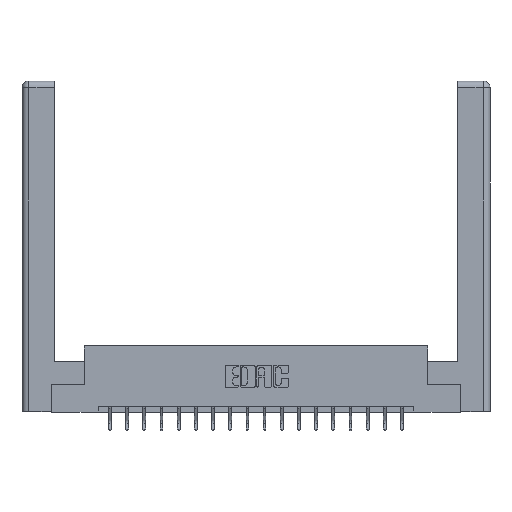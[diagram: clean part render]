
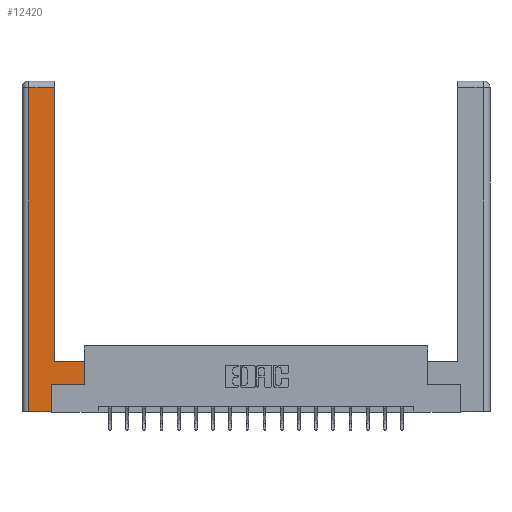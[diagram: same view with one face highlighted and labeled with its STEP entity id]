
A CAD part, top view. The second image highlights one B-rep face of the part: STEP entity #12420.
In plain terms, the highlighted planar face has unit normal (0, 0, 1).
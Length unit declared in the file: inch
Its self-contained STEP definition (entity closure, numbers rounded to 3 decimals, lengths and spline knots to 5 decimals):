
#35 = VERTEX_POINT ( 'NONE', #1093 ) ;
#457 = DIRECTION ( 'NONE',  ( 0., 1., 0. ) ) ;
#472 = CARTESIAN_POINT ( 'NONE',  ( 0.295, 0.45, 0. ) ) ;
#647 = DIRECTION ( 'NONE',  ( 0., -1., 0. ) ) ;
#1066 = VERTEX_POINT ( 'NONE', #472 ) ;
#1093 = CARTESIAN_POINT ( 'NONE',  ( 0.565, 0.45, 0. ) ) ;
#1467 = LINE ( 'NONE', #17932, #13260 ) ;
#2101 = DIRECTION ( 'NONE',  ( -1., 0., 0. ) ) ;
#2535 = VERTEX_POINT ( 'NONE', #19487 ) ;
#2547 = VECTOR ( 'NONE', #457, 39.37008 ) ;
#2655 = ORIENTED_EDGE ( 'NONE', *, *, #8631, .T. ) ;
#3367 = CARTESIAN_POINT ( 'NONE',  ( 0., 0., 0. ) ) ;
#3555 = LINE ( 'NONE', #8389, #19945 ) ;
#3787 = EDGE_CURVE ( 'NONE', #35, #1066, #10408, .T. ) ;
#4015 = ORIENTED_EDGE ( 'NONE', *, *, #15512, .T. ) ;
#4273 = CARTESIAN_POINT ( 'NONE',  ( 0.265, 0.245, 0. ) ) ;
#4900 = ORIENTED_EDGE ( 'NONE', *, *, #18456, .T. ) ;
#5471 = ORIENTED_EDGE ( 'NONE', *, *, #6410, .T. ) ;
#6186 = VECTOR ( 'NONE', #10290, 39.37008 ) ;
#6233 = VERTEX_POINT ( 'NONE', #13526 ) ;
#6307 = VECTOR ( 'NONE', #14106, 39.37008 ) ;
#6410 = EDGE_CURVE ( 'NONE', #2535, #16517, #3555, .T. ) ;
#6813 = VERTEX_POINT ( 'NONE', #9133 ) ;
#7309 = DIRECTION ( 'NONE',  ( 0., 1., 0. ) ) ;
#7854 = LINE ( 'NONE', #12015, #14602 ) ;
#7871 = VERTEX_POINT ( 'NONE', #14497 ) ;
#7925 = DIRECTION ( 'NONE',  ( 1., 0., 0. ) ) ;
#8255 = AXIS2_PLACEMENT_3D ( 'NONE', #3367, #14211, #2101 ) ;
#8389 = CARTESIAN_POINT ( 'NONE',  ( 0.0615, 0., 0. ) ) ;
#8537 = VECTOR ( 'NONE', #10302, 39.37008 ) ;
#8631 = EDGE_CURVE ( 'NONE', #7871, #35, #12917, .T. ) ;
#9133 = CARTESIAN_POINT ( 'NONE',  ( 0.295, 2.94, 0. ) ) ;
#9841 = EDGE_CURVE ( 'NONE', #16517, #15399, #11906, .T. ) ;
#9845 = CARTESIAN_POINT ( 'NONE',  ( 0.565, 0.45, 0. ) ) ;
#10290 = DIRECTION ( 'NONE',  ( 0., 1., 0. ) ) ;
#10302 = DIRECTION ( 'NONE',  ( 1., 0., 0. ) ) ;
#10408 = LINE ( 'NONE', #12563, #6307 ) ;
#11494 = EDGE_CURVE ( 'NONE', #6813, #2535, #1467, .T. ) ;
#11541 = FACE_OUTER_BOUND ( 'NONE', #11805, .T. ) ;
#11805 = EDGE_LOOP ( 'NONE', ( #12830, #14748, #5471, #16940, #4015, #4900, #2655, #13899 ) ) ;
#11906 = LINE ( 'NONE', #15011, #8537 ) ;
#12015 = CARTESIAN_POINT ( 'NONE',  ( 0.295, 3., 0. ) ) ;
#12198 = LINE ( 'NONE', #4273, #6186 ) ;
#12420 = ADVANCED_FACE ( 'NONE', ( #11541 ), #12789, .F. ) ;
#12563 = CARTESIAN_POINT ( 'NONE',  ( 0.295, 0.45, 0. ) ) ;
#12789 = PLANE ( 'NONE',  #8255 ) ;
#12830 = ORIENTED_EDGE ( 'NONE', *, *, #16822, .T. ) ;
#12917 = LINE ( 'NONE', #9845, #2547 ) ;
#13052 = VECTOR ( 'NONE', #7925, 39.37008 ) ;
#13260 = VECTOR ( 'NONE', #16591, 39.37008 ) ;
#13526 = CARTESIAN_POINT ( 'NONE',  ( 0.265, 0.245, 0. ) ) ;
#13899 = ORIENTED_EDGE ( 'NONE', *, *, #3787, .T. ) ;
#14041 = CARTESIAN_POINT ( 'NONE',  ( 0.565, 0.245, 0. ) ) ;
#14106 = DIRECTION ( 'NONE',  ( -1., 0., 0. ) ) ;
#14211 = DIRECTION ( 'NONE',  ( 0., 0., -1. ) ) ;
#14497 = CARTESIAN_POINT ( 'NONE',  ( 0.565, 0.245, 0. ) ) ;
#14535 = CARTESIAN_POINT ( 'NONE',  ( 0.265, 0., 0. ) ) ;
#14602 = VECTOR ( 'NONE', #7309, 39.37008 ) ;
#14748 = ORIENTED_EDGE ( 'NONE', *, *, #11494, .T. ) ;
#15011 = CARTESIAN_POINT ( 'NONE',  ( 0.265, 0., 0. ) ) ;
#15399 = VERTEX_POINT ( 'NONE', #14535 ) ;
#15512 = EDGE_CURVE ( 'NONE', #15399, #6233, #12198, .T. ) ;
#16517 = VERTEX_POINT ( 'NONE', #19515 ) ;
#16591 = DIRECTION ( 'NONE',  ( -1., 0., 0. ) ) ;
#16822 = EDGE_CURVE ( 'NONE', #1066, #6813, #7854, .T. ) ;
#16940 = ORIENTED_EDGE ( 'NONE', *, *, #9841, .T. ) ;
#17416 = LINE ( 'NONE', #14041, #13052 ) ;
#17932 = CARTESIAN_POINT ( 'NONE',  ( 0.0615, 2.94, 0. ) ) ;
#18456 = EDGE_CURVE ( 'NONE', #6233, #7871, #17416, .T. ) ;
#19487 = CARTESIAN_POINT ( 'NONE',  ( 0.0615, 2.94, 0. ) ) ;
#19515 = CARTESIAN_POINT ( 'NONE',  ( 0.0615, 0., 0. ) ) ;
#19945 = VECTOR ( 'NONE', #647, 39.37008 ) ;
